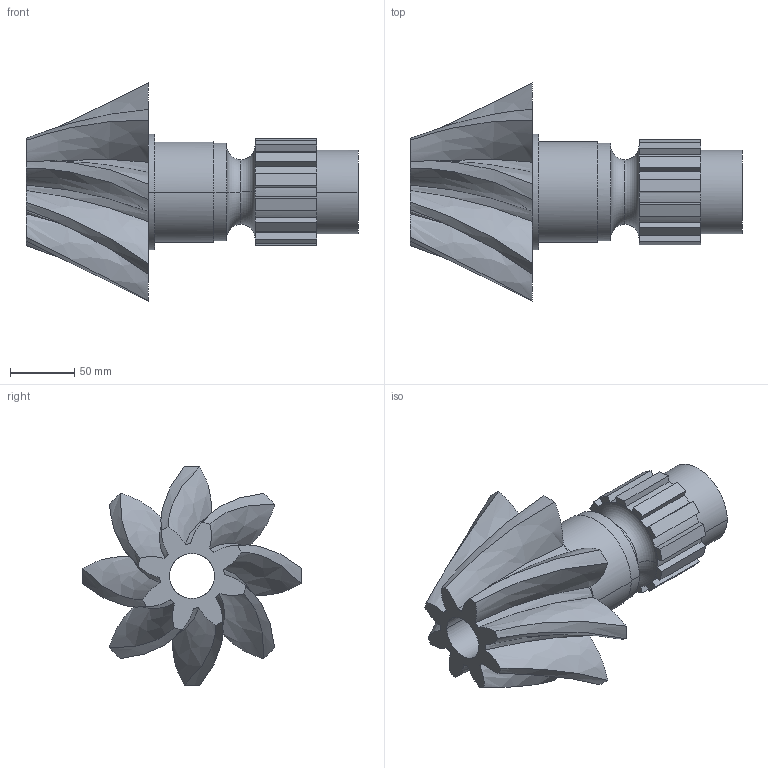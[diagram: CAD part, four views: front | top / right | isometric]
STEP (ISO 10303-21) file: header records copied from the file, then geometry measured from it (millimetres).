
FILE_DESCRIPTION(/* description */ ('Alibre Inc.'),/* implementation_level */ '2;1');
FILE_NAME(/* name */ 'export0',/* time_stamp */ '2022-01-04T07:20:59-08:00',/* author */ (''),/* organization */ (''),/* preprocessor_version */ 'ST-DEVELOPER v17',/* originating_system */ 'Alibre',/* authorisation */ '');
FILE_SCHEMA (('AUTOMOTIVE_DESIGN'));
Length unit declared in the file: millimetre
Bounding box: 258 x 169.95 x 169.95 mm (x, y, z)
Volume: 1241302.3 mm3; surface area: 150142.9 mm2
Topology: 1 solids, 1 shells, 118 faces, 929 edges, 818 vertices
Faces by surface type: plane 59, bspline 32, cylinder 23, torus 4
Entity records: 10630 total; most frequent: CARTESIAN_POINT 2841, ORIENTED_EDGE 1858, DIRECTION 1763, EDGE_CURVE 929, AXIS2_PLACEMENT_3D 843, VERTEX_POINT 818, CIRCLE 757, VECTOR 140
